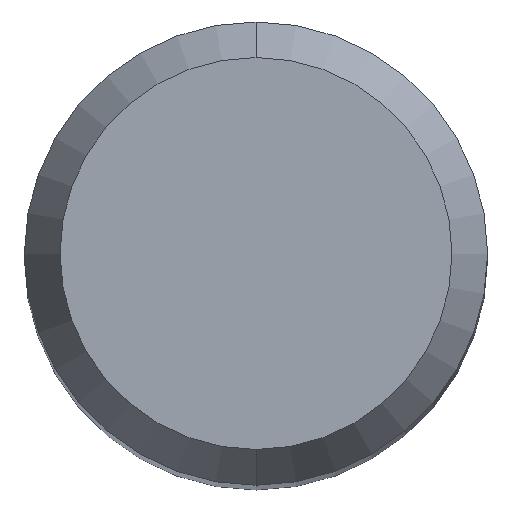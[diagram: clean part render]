
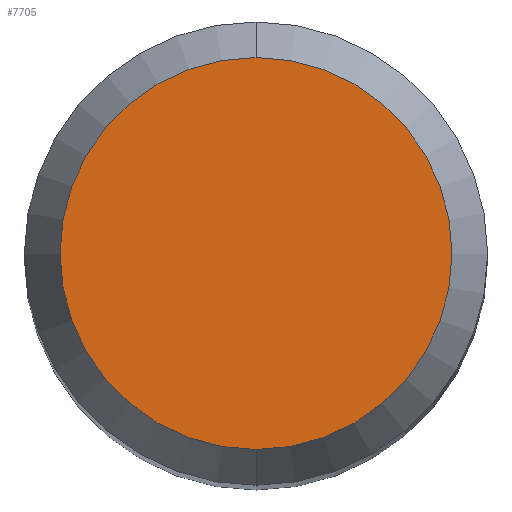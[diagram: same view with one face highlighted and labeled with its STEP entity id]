
A CAD part, top view. The second image highlights one B-rep face of the part: STEP entity #7705.
In plain terms, the highlighted planar face has unit normal (0, 0, 1).
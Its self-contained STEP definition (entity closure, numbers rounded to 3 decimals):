
#2969=EDGE_CURVE('',#5823,#6863,#8304,.T.);
#4335=EDGE_CURVE('',#6863,#5823,#9797,.T.);
#5823=VERTEX_POINT('',#11418);
#6863=VERTEX_POINT('',#12541);
#7705=ADVANCED_FACE('',(#13463),#13464,.T.);
#8304=CIRCLE('',#14342,2.538);
#9797=CIRCLE('',#16878,2.538);
#11418=CARTESIAN_POINT('',(0.,-2.538,0.0));
#12541=CARTESIAN_POINT('',(0.0,2.538,0.0));
#13463=FACE_OUTER_BOUND('',#23632,.T.);
#13464=PLANE('',#23633);
#14342=AXIS2_PLACEMENT_3D('',#24614,#24615,#24616);
#16878=AXIS2_PLACEMENT_3D('',#26519,#26520,#26521);
#23632=EDGE_LOOP('',(#30354,#30355));
#23633=AXIS2_PLACEMENT_3D('',#30356,#30357,#30358);
#24614=CARTESIAN_POINT('',(0.0,0.0,0.0));
#24615=DIRECTION('',(0.0,0.0,-1.0));
#24616=DIRECTION('',(0.0,1.0,0.0));
#26519=CARTESIAN_POINT('',(0.0,0.0,0.0));
#26520=DIRECTION('',(0.0,0.0,-1.0));
#26521=DIRECTION('',(0.0,1.0,0.0));
#30354=ORIENTED_EDGE('',*,*,#4335,.F.);
#30355=ORIENTED_EDGE('',*,*,#2969,.F.);
#30356=CARTESIAN_POINT('',(0.0,1.269,0.0));
#30357=DIRECTION('',(-0.0,0.0,1.0));
#30358=DIRECTION('',(0.0,-1.0,0.0));
